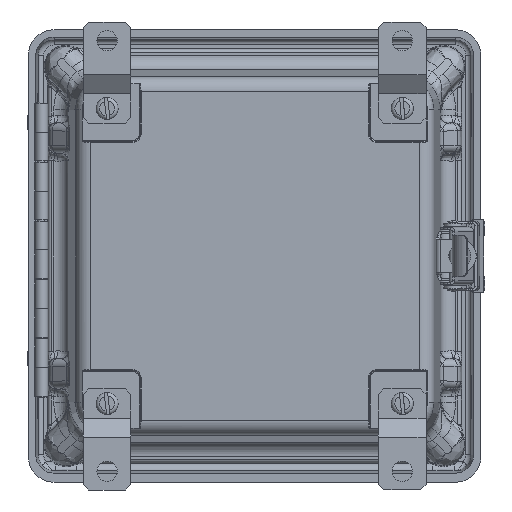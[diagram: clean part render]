
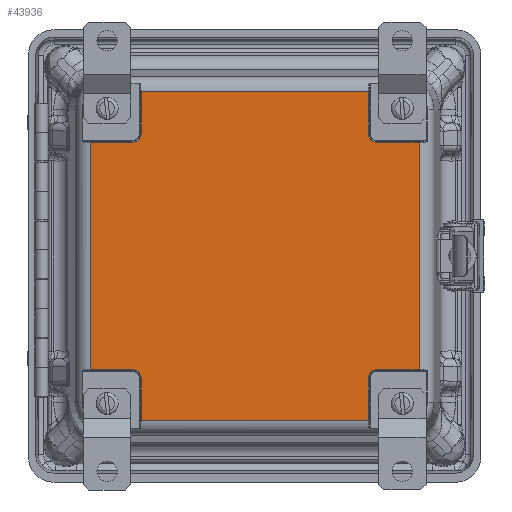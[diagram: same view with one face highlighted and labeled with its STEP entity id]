
A CAD part, front view. The second image highlights one B-rep face of the part: STEP entity #43936.
In plain terms, the highlighted planar face has unit normal (0, -1, 0).
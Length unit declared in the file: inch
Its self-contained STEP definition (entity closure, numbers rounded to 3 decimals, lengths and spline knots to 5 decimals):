
#441 = PLANE ( 'NONE',  #57066 ) ;
#817 = VECTOR ( 'NONE', #39363, 39.37008 ) ;
#1002 = DIRECTION ( 'NONE',  ( -1., 0., 0. ) ) ;
#1183 = CARTESIAN_POINT ( 'NONE',  ( -1.93068, -4.175, 2.484 ) ) ;
#1771 = LINE ( 'NONE', #28690, #27359 ) ;
#2411 = CARTESIAN_POINT ( 'NONE',  ( 1.93068, -4.175, -2.79301 ) ) ;
#2533 = VERTEX_POINT ( 'NONE', #27744 ) ;
#3338 = EDGE_CURVE ( 'NONE', #35981, #51287, #23113, .T. ) ;
#3509 = LINE ( 'NONE', #50409, #29137 ) ;
#3850 = DIRECTION ( 'NONE',  ( 0., 1., 0. ) ) ;
#4040 = VECTOR ( 'NONE', #34889, 39.37008 ) ;
#5461 = DIRECTION ( 'NONE',  ( 0., 0., 1. ) ) ;
#6261 = CARTESIAN_POINT ( 'NONE',  ( -2.79301, -4.175, 2.484 ) ) ;
#6274 = CARTESIAN_POINT ( 'NONE',  ( -2.484, -4.175, 1.93068 ) ) ;
#6710 = VERTEX_POINT ( 'NONE', #29778 ) ;
#6973 = VERTEX_POINT ( 'NONE', #19098 ) ;
#7185 = EDGE_CURVE ( 'NONE', #6710, #22696, #23610, .T. ) ;
#7229 = DIRECTION ( 'NONE',  ( 0., 1., 0. ) ) ;
#7375 = AXIS2_PLACEMENT_3D ( 'NONE', #36122, #7229, #40902 ) ;
#7390 = LINE ( 'NONE', #56823, #45738 ) ;
#7619 = ORIENTED_EDGE ( 'NONE', *, *, #32064, .T. ) ;
#9584 = LINE ( 'NONE', #16041, #59170 ) ;
#10325 = CARTESIAN_POINT ( 'NONE',  ( 2.07, -4.175, 1.93068 ) ) ;
#10700 = VERTEX_POINT ( 'NONE', #36201 ) ;
#10885 = EDGE_LOOP ( 'NONE', ( #35111, #33494, #16282, #23308, #22901, #7619, #41240, #37791, #33899, #14466, #40547, #47496, #24160, #53820, #16867, #59051 ) ) ;
#11232 = CARTESIAN_POINT ( 'NONE',  ( 1.93068, -4.175, -2.07 ) ) ;
#12967 = LINE ( 'NONE', #6274, #25789 ) ;
#13777 = CARTESIAN_POINT ( 'NONE',  ( 1.93068, -4.175, 2.79301 ) ) ;
#13842 = DIRECTION ( 'NONE',  ( 0., 1., 0. ) ) ;
#14466 = ORIENTED_EDGE ( 'NONE', *, *, #7185, .T. ) ;
#14477 = VERTEX_POINT ( 'NONE', #19931 ) ;
#15355 = DIRECTION ( 'NONE',  ( 0., 1., 0. ) ) ;
#16041 = CARTESIAN_POINT ( 'NONE',  ( -1.93068, -4.175, 2.484 ) ) ;
#16133 = CARTESIAN_POINT ( 'NONE',  ( 2.79301, -4.175, -1.93068 ) ) ;
#16282 = ORIENTED_EDGE ( 'NONE', *, *, #53361, .T. ) ;
#16785 = DIRECTION ( 'NONE',  ( 1., 0., 0. ) ) ;
#16867 = ORIENTED_EDGE ( 'NONE', *, *, #56406, .T. ) ;
#16990 = EDGE_CURVE ( 'NONE', #6973, #10700, #12967, .T. ) ;
#19098 = CARTESIAN_POINT ( 'NONE',  ( -2.07, -4.175, 1.93068 ) ) ;
#19791 = CARTESIAN_POINT ( 'NONE',  ( -2.484, -4.175, 2.484 ) ) ;
#19931 = CARTESIAN_POINT ( 'NONE',  ( -1.93068, -4.175, 2.79301 ) ) ;
#21192 = DIRECTION ( 'NONE',  ( 1., 0., 0. ) ) ;
#21728 = EDGE_CURVE ( 'NONE', #37255, #41245, #3509, .T. ) ;
#21836 = VECTOR ( 'NONE', #1002, 39.37008 ) ;
#22055 = FACE_OUTER_BOUND ( 'NONE', #10885, .T. ) ;
#22696 = VERTEX_POINT ( 'NONE', #16133 ) ;
#22759 = CARTESIAN_POINT ( 'NONE',  ( -2.484, -4.175, -2.79301 ) ) ;
#22787 = CARTESIAN_POINT ( 'NONE',  ( -2.79301, -4.175, -1.93068 ) ) ;
#22901 = ORIENTED_EDGE ( 'NONE', *, *, #58014, .T. ) ;
#23067 = CARTESIAN_POINT ( 'NONE',  ( -1.93068, -4.175, -2.79301 ) ) ;
#23113 = LINE ( 'NONE', #43735, #27652 ) ;
#23308 = ORIENTED_EDGE ( 'NONE', *, *, #21728, .T. ) ;
#23332 = LINE ( 'NONE', #58542, #21836 ) ;
#23610 = LINE ( 'NONE', #59381, #61853 ) ;
#23962 = EDGE_CURVE ( 'NONE', #14477, #2533, #42436, .T. ) ;
#23966 = CARTESIAN_POINT ( 'NONE',  ( -1.93068, -4.175, -2.07 ) ) ;
#24160 = ORIENTED_EDGE ( 'NONE', *, *, #58993, .T. ) ;
#24827 = CARTESIAN_POINT ( 'NONE',  ( 1.93068, -4.175, 2.484 ) ) ;
#24908 = AXIS2_PLACEMENT_3D ( 'NONE', #44138, #15355, #48958 ) ;
#25789 = VECTOR ( 'NONE', #58991, 39.37008 ) ;
#26459 = VECTOR ( 'NONE', #35126, 39.37008 ) ;
#26570 = EDGE_CURVE ( 'NONE', #37832, #56438, #37751, .T. ) ;
#27359 = VECTOR ( 'NONE', #33536, 39.37008 ) ;
#27652 = VECTOR ( 'NONE', #28432, 39.37008 ) ;
#27744 = CARTESIAN_POINT ( 'NONE',  ( -1.93068, -4.175, 2.07 ) ) ;
#27885 = AXIS2_PLACEMENT_3D ( 'NONE', #42632, #13842, #47433 ) ;
#28292 = EDGE_CURVE ( 'NONE', #35816, #33881, #23332, .T. ) ;
#28432 = DIRECTION ( 'NONE',  ( 0., 0., 1. ) ) ;
#28690 = CARTESIAN_POINT ( 'NONE',  ( 2.79301, -4.175, 2.484 ) ) ;
#29137 = VECTOR ( 'NONE', #16785, 39.37008 ) ;
#29778 = CARTESIAN_POINT ( 'NONE',  ( 2.07, -4.175, -1.93068 ) ) ;
#31053 = CIRCLE ( 'NONE', #24908, 0.13932 ) ;
#32064 = EDGE_CURVE ( 'NONE', #49350, #61873, #9584, .T. ) ;
#32130 = CIRCLE ( 'NONE', #27885, 0.13932 ) ;
#32722 = CARTESIAN_POINT ( 'NONE',  ( -2.07, -4.175, -2.07 ) ) ;
#33192 = EDGE_CURVE ( 'NONE', #2533, #6973, #34369, .T. ) ;
#33494 = ORIENTED_EDGE ( 'NONE', *, *, #16990, .T. ) ;
#33536 = DIRECTION ( 'NONE',  ( 0., 0., 1. ) ) ;
#33881 = VERTEX_POINT ( 'NONE', #10325 ) ;
#33899 = ORIENTED_EDGE ( 'NONE', *, *, #36564, .T. ) ;
#34330 = DIRECTION ( 'NONE',  ( 0., 1., 0. ) ) ;
#34369 = CIRCLE ( 'NONE', #7375, 0.13932 ) ;
#34889 = DIRECTION ( 'NONE',  ( 0., 0., -1. ) ) ;
#35063 = EDGE_CURVE ( 'NONE', #61873, #35981, #49933, .T. ) ;
#35111 = ORIENTED_EDGE ( 'NONE', *, *, #33192, .T. ) ;
#35126 = DIRECTION ( 'NONE',  ( 0., 0., -1. ) ) ;
#35431 = DIRECTION ( 'NONE',  ( 0., 0., -1. ) ) ;
#35816 = VERTEX_POINT ( 'NONE', #38864 ) ;
#35981 = VERTEX_POINT ( 'NONE', #2411 ) ;
#36122 = CARTESIAN_POINT ( 'NONE',  ( -2.07, -4.175, 2.07 ) ) ;
#36201 = CARTESIAN_POINT ( 'NONE',  ( -2.79301, -4.175, 1.93068 ) ) ;
#36564 = EDGE_CURVE ( 'NONE', #51287, #6710, #31053, .T. ) ;
#37255 = VERTEX_POINT ( 'NONE', #22787 ) ;
#37589 = DIRECTION ( 'NONE',  ( 0., 0., 1. ) ) ;
#37751 = LINE ( 'NONE', #24827, #817 ) ;
#37755 = DIRECTION ( 'NONE',  ( 1., 0., 0. ) ) ;
#37791 = ORIENTED_EDGE ( 'NONE', *, *, #3338, .T. ) ;
#37832 = VERTEX_POINT ( 'NONE', #48221 ) ;
#38864 = CARTESIAN_POINT ( 'NONE',  ( 2.79301, -4.175, 1.93068 ) ) ;
#39363 = DIRECTION ( 'NONE',  ( 0., 0., 1. ) ) ;
#40547 = ORIENTED_EDGE ( 'NONE', *, *, #43563, .T. ) ;
#40717 = LINE ( 'NONE', #6261, #26459 ) ;
#40902 = DIRECTION ( 'NONE',  ( 0., 0., 1. ) ) ;
#41240 = ORIENTED_EDGE ( 'NONE', *, *, #35063, .T. ) ;
#41245 = VERTEX_POINT ( 'NONE', #41415 ) ;
#41415 = CARTESIAN_POINT ( 'NONE',  ( -2.07, -4.175, -1.93068 ) ) ;
#42436 = LINE ( 'NONE', #1183, #4040 ) ;
#42632 = CARTESIAN_POINT ( 'NONE',  ( 2.07, -4.175, 2.07 ) ) ;
#43563 = EDGE_CURVE ( 'NONE', #22696, #35816, #1771, .T. ) ;
#43735 = CARTESIAN_POINT ( 'NONE',  ( 1.93068, -4.175, 2.484 ) ) ;
#43936 = ADVANCED_FACE ( 'NONE', ( #22055 ), #441, .F. ) ;
#44138 = CARTESIAN_POINT ( 'NONE',  ( 2.07, -4.175, -2.07 ) ) ;
#45738 = VECTOR ( 'NONE', #61604, 39.37008 ) ;
#47433 = DIRECTION ( 'NONE',  ( 0., 0., 1. ) ) ;
#47496 = ORIENTED_EDGE ( 'NONE', *, *, #28292, .T. ) ;
#48221 = CARTESIAN_POINT ( 'NONE',  ( 1.93068, -4.175, 2.07 ) ) ;
#48415 = VECTOR ( 'NONE', #37755, 39.37008 ) ;
#48958 = DIRECTION ( 'NONE',  ( 0., 0., 1. ) ) ;
#49350 = VERTEX_POINT ( 'NONE', #23966 ) ;
#49933 = LINE ( 'NONE', #22759, #48415 ) ;
#50409 = CARTESIAN_POINT ( 'NONE',  ( -2.484, -4.175, -1.93068 ) ) ;
#51287 = VERTEX_POINT ( 'NONE', #11232 ) ;
#53361 = EDGE_CURVE ( 'NONE', #10700, #37255, #40717, .T. ) ;
#53820 = ORIENTED_EDGE ( 'NONE', *, *, #26570, .T. ) ;
#55197 = AXIS2_PLACEMENT_3D ( 'NONE', #32722, #3850, #37589 ) ;
#56096 = CIRCLE ( 'NONE', #55197, 0.13932 ) ;
#56406 = EDGE_CURVE ( 'NONE', #56438, #14477, #7390, .T. ) ;
#56438 = VERTEX_POINT ( 'NONE', #13777 ) ;
#56823 = CARTESIAN_POINT ( 'NONE',  ( -2.484, -4.175, 2.79301 ) ) ;
#57066 = AXIS2_PLACEMENT_3D ( 'NONE', #19791, #34330, #5461 ) ;
#58014 = EDGE_CURVE ( 'NONE', #41245, #49350, #56096, .T. ) ;
#58542 = CARTESIAN_POINT ( 'NONE',  ( -2.484, -4.175, 1.93068 ) ) ;
#58991 = DIRECTION ( 'NONE',  ( -1., 0., 0. ) ) ;
#58993 = EDGE_CURVE ( 'NONE', #33881, #37832, #32130, .T. ) ;
#59051 = ORIENTED_EDGE ( 'NONE', *, *, #23962, .T. ) ;
#59170 = VECTOR ( 'NONE', #35431, 39.37008 ) ;
#59381 = CARTESIAN_POINT ( 'NONE',  ( -2.484, -4.175, -1.93068 ) ) ;
#61604 = DIRECTION ( 'NONE',  ( -1., 0., 0. ) ) ;
#61853 = VECTOR ( 'NONE', #21192, 39.37008 ) ;
#61873 = VERTEX_POINT ( 'NONE', #23067 ) ;
